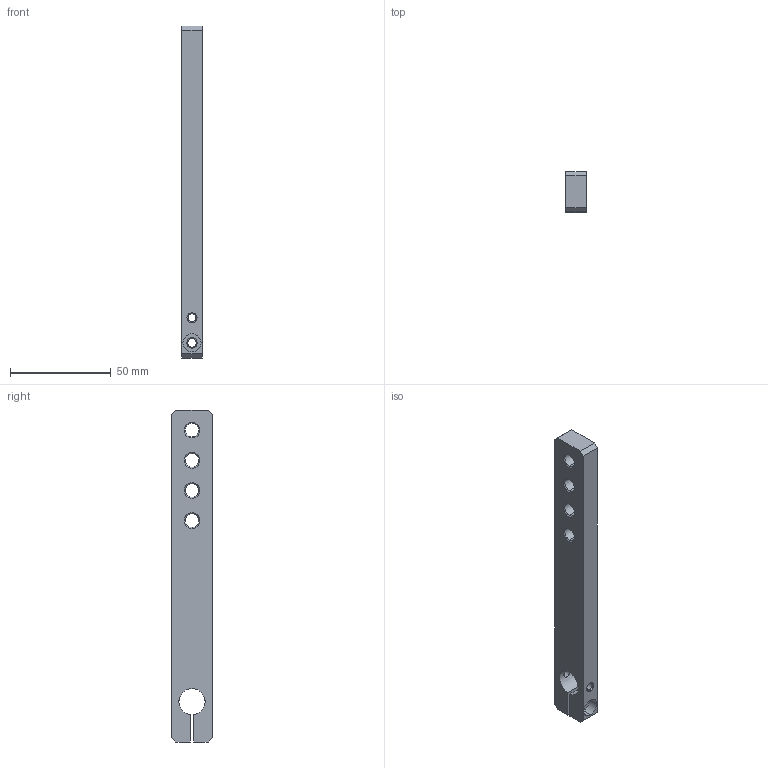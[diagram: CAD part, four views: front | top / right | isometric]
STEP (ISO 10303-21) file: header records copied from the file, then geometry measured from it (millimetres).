
FILE_DESCRIPTION (( 'STEP AP214' ), '1' );
FILE_NAME ('400105430.STEP', '2021-11-05T07:55:58', ( '' ), ( '' ), 'SwSTEP 2.0', 'SolidWorks 2020', '' );
FILE_SCHEMA (( 'AUTOMOTIVE_DESIGN' ));
Length unit declared in the file: millimetre
Products named in the file (1): 400105430
Bounding box: 10 x 20 x 165 mm (x, y, z)
Volume: 29283.3 mm3; surface area: 11390.6 mm2
Topology: 1 solids, 1 shells, 55 faces, 134 edges, 82 vertices
Faces by surface type: cone 22, cylinder 19, plane 14
Entity records: 1888 total; most frequent: CARTESIAN_POINT 384, DIRECTION 298, ORIENTED_EDGE 268, EDGE_CURVE 134, AXIS2_PLACEMENT_3D 112, VERTEX_POINT 82, LINE 74, VECTOR 74
